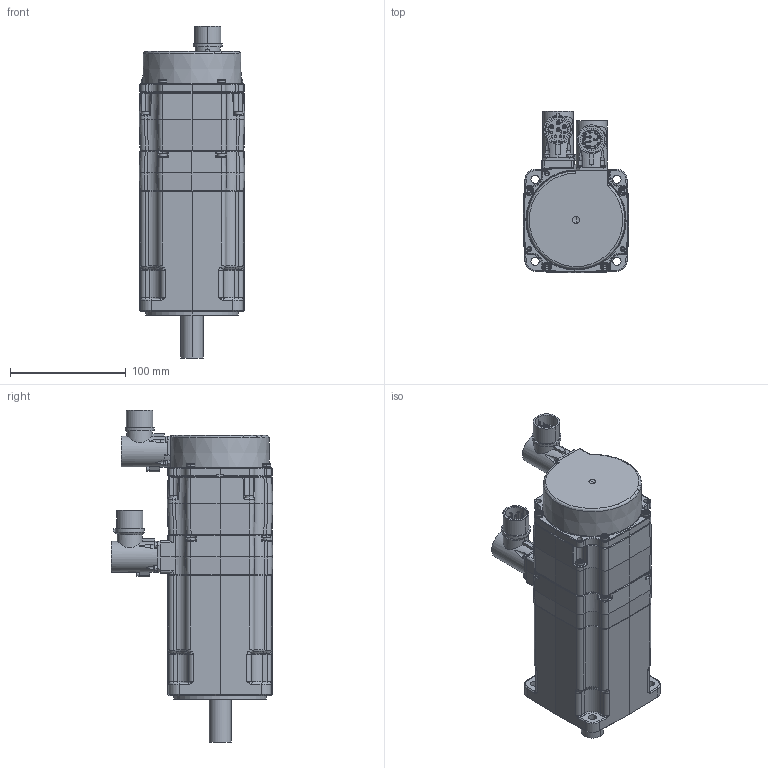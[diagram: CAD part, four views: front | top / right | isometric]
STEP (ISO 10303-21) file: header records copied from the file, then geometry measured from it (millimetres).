
FILE_DESCRIPTION((''),'2;1');
FILE_NAME('NX420EAR7300_SW0001','2004-06-24T',('pr1'),(''),'PRO/ENGINEER BY PARAMETRIC TECHNOLOGY CORPORATION, 2001500','PRO/ENGINEER BY PARAMETRIC TECHNOLOGY CORPORATION, 2001500','');
FILE_SCHEMA(('CONFIG_CONTROL_DESIGN'));
Products named in the file (1): NX420EAR7300_SW0001
Bounding box: 91 x 139.5 x 286.5 mm (x, y, z)
Volume: 1605451.5 mm3; surface area: 119673.2 mm2
Topology: 1 solids, 1 shells, 2422 faces, 6113 edges, 3767 vertices
Faces by surface type: plane 1166, cylinder 595, cone 281, bspline 256, torus 108, sphere 16
Entity records: 96313 total; most frequent: CARTESIAN_POINT 40860, ORIENTED_EDGE 12138, DIRECTION 10519, EDGE_CURVE 6069, VERTEX_POINT 3767, VECTOR 3667, LINE 3667, AXIS2_PLACEMENT_3D 3426
